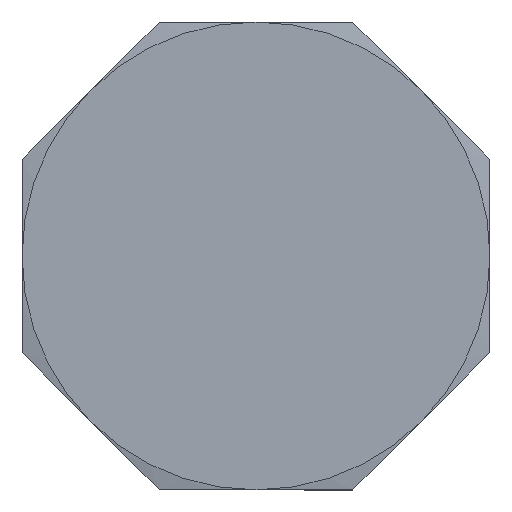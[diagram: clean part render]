
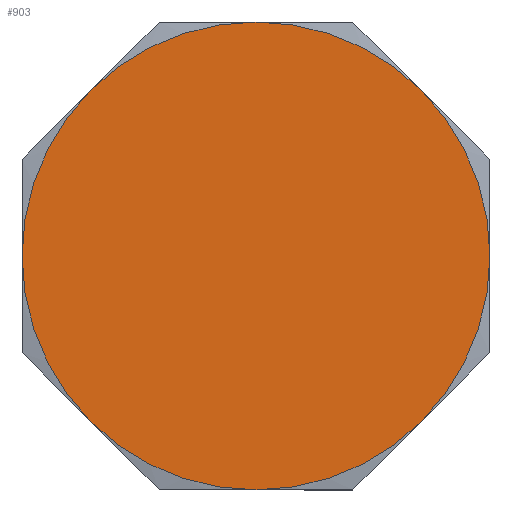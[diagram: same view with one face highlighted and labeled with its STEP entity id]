
A CAD part, top view. The second image highlights one B-rep face of the part: STEP entity #903.
In plain terms, the highlighted planar face has unit normal (0, 0, 1).
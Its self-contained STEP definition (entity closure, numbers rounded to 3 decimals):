
#18 = CARTESIAN_POINT ( 'NONE',  ( -28.284, 28.284, 22.5 ) ) ;
#166 = CARTESIAN_POINT ( 'NONE',  ( 28.284, 28.284, 22.5 ) ) ;
#167 = CARTESIAN_POINT ( 'NONE',  ( -28.284, -28.284, 22.5 ) ) ;
#211 = DIRECTION ( 'NONE',  ( -1., 0., 0. ) ) ;
#212 = DIRECTION ( 'NONE',  ( 0., 0., -1. ) ) ;
#213 = CARTESIAN_POINT ( 'NONE',  ( 0., 0., 22.5 ) ) ;
#214 = AXIS2_PLACEMENT_3D ( 'NONE', #213, #212, #211 ) ;
#222 = CIRCLE ( 'NONE', #214, 40. ) ;
#234 = CIRCLE ( 'NONE', #238, 40. ) ;
#238 = AXIS2_PLACEMENT_3D ( 'NONE', #251, #247, #242 ) ;
#242 = DIRECTION ( 'NONE',  ( -1., 0., 0. ) ) ;
#247 = DIRECTION ( 'NONE',  ( 0., 0., -1. ) ) ;
#251 = CARTESIAN_POINT ( 'NONE',  ( 0., 0., 22.5 ) ) ;
#259 = AXIS2_PLACEMENT_3D ( 'NONE', #264, #263, #296 ) ;
#261 = CIRCLE ( 'NONE', #268, 40. ) ;
#263 = DIRECTION ( 'NONE',  ( 0., 0., -1. ) ) ;
#264 = CARTESIAN_POINT ( 'NONE',  ( 0., 0., 22.5 ) ) ;
#265 = DIRECTION ( 'NONE',  ( 1., 0., 0. ) ) ;
#266 = DIRECTION ( 'NONE',  ( 0., 0., 1. ) ) ;
#267 = CARTESIAN_POINT ( 'NONE',  ( 0., 0., 22.5 ) ) ;
#268 = AXIS2_PLACEMENT_3D ( 'NONE', #267, #266, #265 ) ;
#294 = DIRECTION ( 'NONE',  ( -1., 0., 0. ) ) ;
#296 = DIRECTION ( 'NONE',  ( -1., 0., 0. ) ) ;
#305 = CARTESIAN_POINT ( 'NONE',  ( -40., 0., 22.5 ) ) ;
#335 = CIRCLE ( 'NONE', #259, 40. ) ;
#338 = CARTESIAN_POINT ( 'NONE',  ( 0., 40., 22.5 ) ) ;
#346 = DIRECTION ( 'NONE',  ( 0., 0., -1. ) ) ;
#347 = CARTESIAN_POINT ( 'NONE',  ( 0., 0., 22.5 ) ) ;
#348 = AXIS2_PLACEMENT_3D ( 'NONE', #347, #346, #294 ) ;
#349 = CIRCLE ( 'NONE', #348, 40. ) ;
#385 = AXIS2_PLACEMENT_3D ( 'NONE', #386, #389, #388 ) ;
#386 = CARTESIAN_POINT ( 'NONE',  ( 0., 0., 22.5 ) ) ;
#388 = DIRECTION ( 'NONE',  ( -1., 0., 0. ) ) ;
#389 = DIRECTION ( 'NONE',  ( 0., 0., -1. ) ) ;
#390 = CIRCLE ( 'NONE', #385, 40. ) ;
#393 = CIRCLE ( 'NONE', #400, 40. ) ;
#397 = DIRECTION ( 'NONE',  ( -1., 0., 0. ) ) ;
#398 = DIRECTION ( 'NONE',  ( 0., 0., -1. ) ) ;
#399 = CARTESIAN_POINT ( 'NONE',  ( 0., 0., 22.5 ) ) ;
#400 = AXIS2_PLACEMENT_3D ( 'NONE', #399, #398, #397 ) ;
#409 = CARTESIAN_POINT ( 'NONE',  ( 0., 0., 22.5 ) ) ;
#432 = DIRECTION ( 'NONE',  ( -1., 0., 0. ) ) ;
#433 = DIRECTION ( 'NONE',  ( 0., 0., -1. ) ) ;
#434 = AXIS2_PLACEMENT_3D ( 'NONE', #439, #433, #432 ) ;
#436 = CIRCLE ( 'NONE', #443, 40. ) ;
#439 = CARTESIAN_POINT ( 'NONE',  ( 0., 46.188, 22.5 ) ) ;
#440 = PLANE ( 'NONE',  #434 ) ;
#441 = DIRECTION ( 'NONE',  ( -1., 0., 0. ) ) ;
#442 = DIRECTION ( 'NONE',  ( 0., 0., -1. ) ) ;
#443 = AXIS2_PLACEMENT_3D ( 'NONE', #409, #442, #441 ) ;
#444 = FACE_OUTER_BOUND ( 'NONE', #816, .T. ) ;
#551 = CARTESIAN_POINT ( 'NONE',  ( 28.284, -28.284, 22.5 ) ) ;
#554 = CARTESIAN_POINT ( 'NONE',  ( 0., -40., 22.5 ) ) ;
#589 = CARTESIAN_POINT ( 'NONE',  ( 40., 0., 22.5 ) ) ;
#654 = VERTEX_POINT ( 'NONE', #18 ) ;
#733 = VERTEX_POINT ( 'NONE', #554 ) ;
#747 = VERTEX_POINT ( 'NONE', #551 ) ;
#760 = VERTEX_POINT ( 'NONE', #589 ) ;
#769 = VERTEX_POINT ( 'NONE', #167 ) ;
#774 = VERTEX_POINT ( 'NONE', #166 ) ;
#797 = EDGE_CURVE ( 'NONE', #760, #747, #222, .T. ) ;
#808 = EDGE_CURVE ( 'NONE', #845, #774, #234, .T. ) ;
#816 = EDGE_LOOP ( 'NONE', ( #904, #879, #880, #881, #829, #830, #831, #832 ) ) ;
#822 = EDGE_CURVE ( 'NONE', #760, #774, #261, .T. ) ;
#829 = ORIENTED_EDGE ( 'NONE', *, *, #797, .F. ) ;
#830 = ORIENTED_EDGE ( 'NONE', *, *, #822, .T. ) ;
#831 = ORIENTED_EDGE ( 'NONE', *, *, #808, .F. ) ;
#832 = ORIENTED_EDGE ( 'NONE', *, *, #850, .F. ) ;
#833 = VERTEX_POINT ( 'NONE', #305 ) ;
#845 = VERTEX_POINT ( 'NONE', #338 ) ;
#850 = EDGE_CURVE ( 'NONE', #654, #845, #335, .T. ) ;
#869 = EDGE_CURVE ( 'NONE', #747, #733, #349, .T. ) ;
#879 = ORIENTED_EDGE ( 'NONE', *, *, #902, .F. ) ;
#880 = ORIENTED_EDGE ( 'NONE', *, *, #889, .F. ) ;
#881 = ORIENTED_EDGE ( 'NONE', *, *, #869, .F. ) ;
#889 = EDGE_CURVE ( 'NONE', #733, #769, #390, .T. ) ;
#900 = EDGE_CURVE ( 'NONE', #833, #654, #393, .T. ) ;
#902 = EDGE_CURVE ( 'NONE', #769, #833, #436, .T. ) ;
#903 = ADVANCED_FACE ( 'NONE', ( #444 ), #440, .F. ) ;
#904 = ORIENTED_EDGE ( 'NONE', *, *, #900, .F. ) ;
